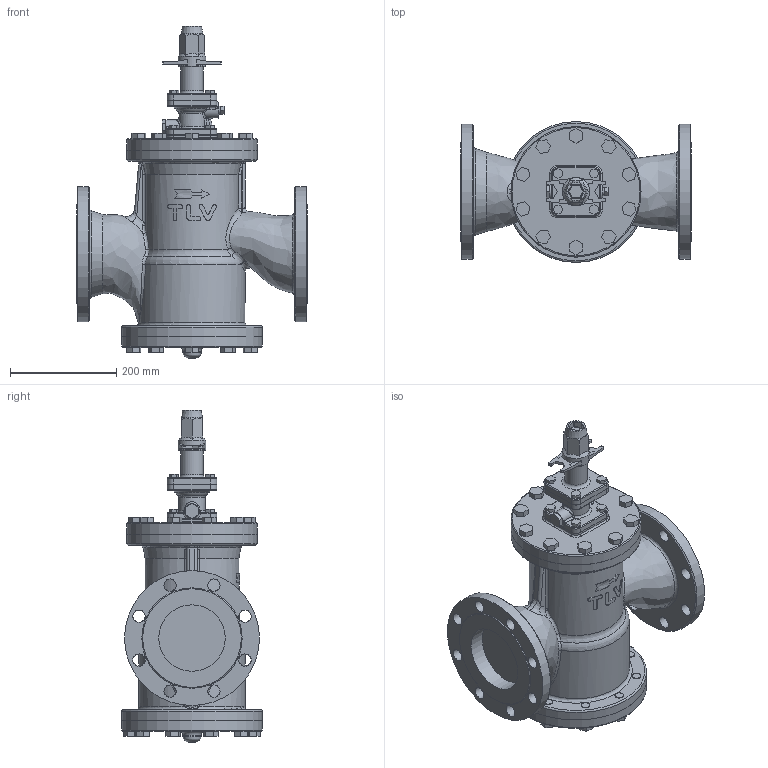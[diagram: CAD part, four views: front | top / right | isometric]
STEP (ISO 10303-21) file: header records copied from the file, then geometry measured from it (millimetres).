
FILE_DESCRIPTION(/* description */ (''),/* implementation_level */ '2;1');
FILE_NAME(/* name */ 'csr16-125-a0150-00.stp',/* time_stamp */ '2018-02-05T14:08:38+09:00',/* author */ ('nakaot'),/* organization */ (''),/* preprocessor_version */ 'ST-DEVELOPER v15.6',/* originating_system */ 'Autodesk Inventor 2015',/* authorisation */ '');
FILE_SCHEMA (('CONFIG_CONTROL_DESIGN'));
Length unit declared in the file: millimetre
Products named in the file (1): csr16-125-a0150-00
Bounding box: 434 x 265 x 624.9 mm (x, y, z)
Volume: 18156588.7 mm3; surface area: 1008675.7 mm2
Topology: 1 solids, 7 shells, 782 faces, 1886 edges, 1207 vertices
Faces by surface type: plane 391, cylinder 211, bspline 101, torus 49, cone 19, sphere 11
Full cylindrical faces by diameter (mm): 8.376 x4, 10 x12, 12 x8, 14.376 x2, 16 x40, 16.2 x1, 18 x20, 23 x16, 34 x1, 42 x1, 50 x2, 52 x1, 80 x1, 125 x2, 160 x1, 245 x2, 254 x2, 265 x2
Entity records: 26219 total; most frequent: CARTESIAN_POINT 9079, DIRECTION 3397, ORIENTED_EDGE 3344, EDGE_CURVE 1672, AXIS2_PLACEMENT_3D 1277, VERTEX_POINT 1140, EDGE_LOOP 1106, LINE 843
